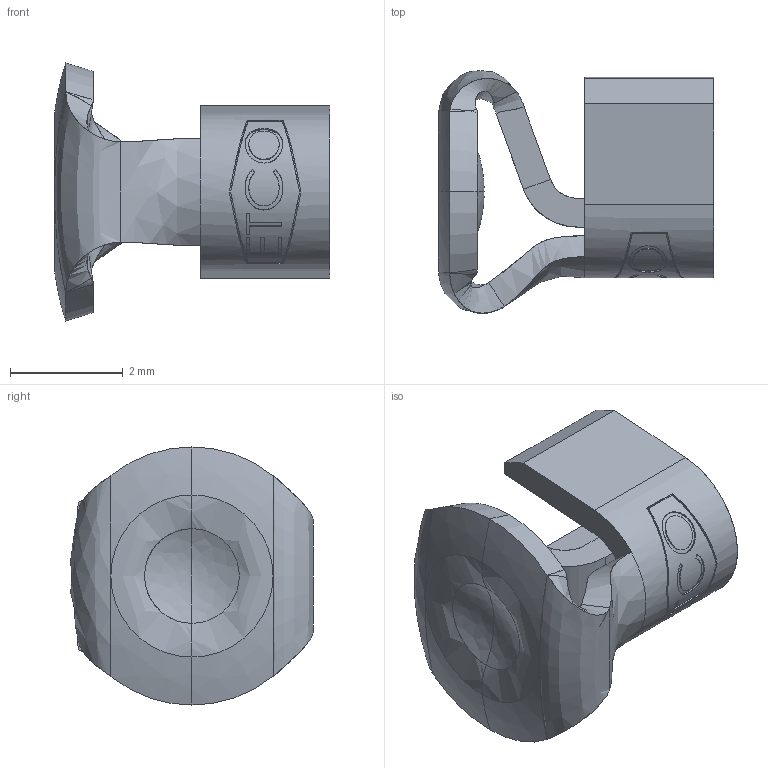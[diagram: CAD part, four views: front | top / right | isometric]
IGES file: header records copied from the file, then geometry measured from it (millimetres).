
Start section: SolidWorks IGES file using analytic representation for surfaces
Global section: file name: LS11.IGS; native system: SolidWorks 2019; preprocessor: SolidWorks 2019; author: sjohnson; date: 191120.093305; units: inch
Bounding box: 4.88 x 4.3 x 4.57 mm (x, y, z)
Surface area: 113 mm2 (no closed solid volume)
Topology: 0 solids, 0 shells, 152 faces, 1097 edges, 1091 vertices
Faces by surface type: bspline 125, revolution 27
